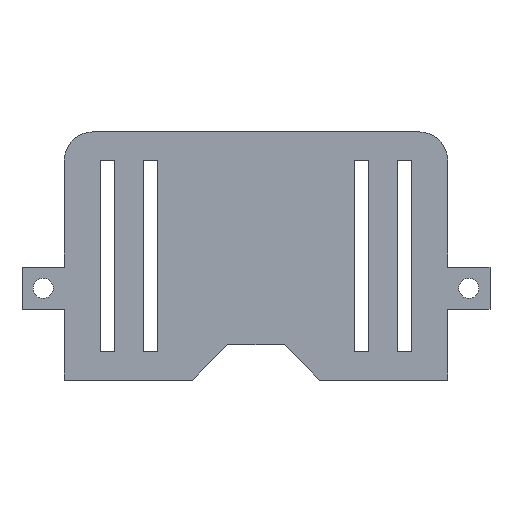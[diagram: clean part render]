
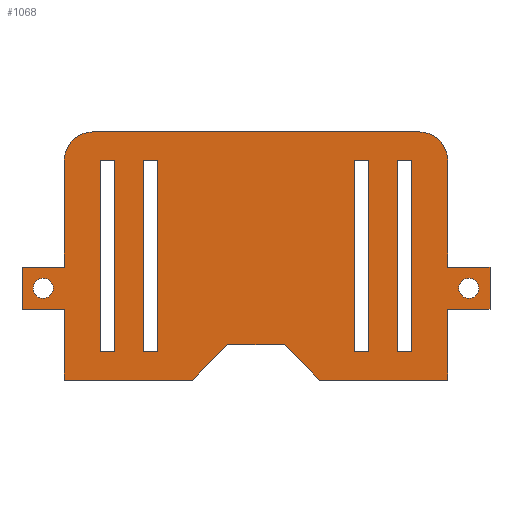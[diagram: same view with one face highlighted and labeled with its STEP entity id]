
A CAD part, front view. The second image highlights one B-rep face of the part: STEP entity #1068.
In plain terms, the highlighted planar face has unit normal (0, -1, 0).
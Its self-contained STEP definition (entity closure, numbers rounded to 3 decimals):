
#26=FACE_BOUND('',#200,.T.);
#27=FACE_BOUND('',#201,.T.);
#28=FACE_BOUND('',#202,.T.);
#29=FACE_BOUND('',#203,.T.);
#30=FACE_BOUND('',#204,.T.);
#31=FACE_BOUND('',#205,.T.);
#78=PLANE('',#1153);
#133=FACE_OUTER_BOUND('',#199,.T.);
#199=EDGE_LOOP('',(#970,#971,#972,#973,#974,#975,#976,#977,#978,#979,#980,
#981,#982,#983,#984,#985,#986,#987));
#200=EDGE_LOOP('',(#988,#989,#990,#991));
#201=EDGE_LOOP('',(#992,#993,#994,#995));
#202=EDGE_LOOP('',(#996,#997,#998,#999));
#203=EDGE_LOOP('',(#1000));
#204=EDGE_LOOP('',(#1001));
#205=EDGE_LOOP('',(#1002,#1003,#1004,#1005));
#234=LINE('',#1507,#362);
#238=LINE('',#1515,#366);
#241=LINE('',#1521,#369);
#244=LINE('',#1526,#372);
#248=LINE('',#1543,#376);
#252=LINE('',#1551,#380);
#255=LINE('',#1557,#383);
#258=LINE('',#1562,#386);
#260=LINE('',#1567,#388);
#264=LINE('',#1575,#392);
#267=LINE('',#1581,#395);
#270=LINE('',#1586,#398);
#272=LINE('',#1591,#400);
#276=LINE('',#1599,#404);
#279=LINE('',#1605,#407);
#282=LINE('',#1610,#410);
#284=LINE('',#1615,#412);
#288=LINE('',#1623,#416);
#291=LINE('',#1629,#419);
#294=LINE('',#1635,#422);
#297=LINE('',#1641,#425);
#300=LINE('',#1647,#428);
#303=LINE('',#1653,#431);
#306=LINE('',#1659,#434);
#310=LINE('',#1671,#438);
#314=LINE('',#1683,#442);
#317=LINE('',#1689,#445);
#320=LINE('',#1695,#448);
#323=LINE('',#1701,#451);
#326=LINE('',#1707,#454);
#329=LINE('',#1713,#457);
#332=LINE('',#1718,#460);
#362=VECTOR('',#1236,10.);
#366=VECTOR('',#1242,10.);
#369=VECTOR('',#1247,10.);
#372=VECTOR('',#1252,10.);
#376=VECTOR('',#1270,10.);
#380=VECTOR('',#1276,10.);
#383=VECTOR('',#1281,10.);
#386=VECTOR('',#1286,10.);
#388=VECTOR('',#1290,10.);
#392=VECTOR('',#1296,10.);
#395=VECTOR('',#1301,10.);
#398=VECTOR('',#1306,10.);
#400=VECTOR('',#1310,10.);
#404=VECTOR('',#1316,10.);
#407=VECTOR('',#1321,10.);
#410=VECTOR('',#1326,10.);
#412=VECTOR('',#1330,10.);
#416=VECTOR('',#1336,10.);
#419=VECTOR('',#1341,10.);
#422=VECTOR('',#1346,10.);
#425=VECTOR('',#1351,10.);
#428=VECTOR('',#1356,10.);
#431=VECTOR('',#1361,10.);
#434=VECTOR('',#1366,10.);
#438=VECTOR('',#1378,10.);
#442=VECTOR('',#1390,10.);
#445=VECTOR('',#1395,10.);
#448=VECTOR('',#1400,10.);
#451=VECTOR('',#1405,10.);
#454=VECTOR('',#1410,10.);
#457=VECTOR('',#1415,10.);
#460=VECTOR('',#1420,10.);
#471=CIRCLE('',#1114,1.425);
#473=CIRCLE('',#1117,1.425);
#474=CIRCLE('',#1139,4.);
#476=CIRCLE('',#1143,4.);
#502=VERTEX_POINT('',#1505);
#503=VERTEX_POINT('',#1506);
#506=VERTEX_POINT('',#1514);
#508=VERTEX_POINT('',#1520);
#511=VERTEX_POINT('',#1531);
#513=VERTEX_POINT('',#1537);
#514=VERTEX_POINT('',#1541);
#515=VERTEX_POINT('',#1542);
#518=VERTEX_POINT('',#1550);
#520=VERTEX_POINT('',#1556);
#522=VERTEX_POINT('',#1565);
#523=VERTEX_POINT('',#1566);
#526=VERTEX_POINT('',#1574);
#528=VERTEX_POINT('',#1580);
#530=VERTEX_POINT('',#1589);
#531=VERTEX_POINT('',#1590);
#534=VERTEX_POINT('',#1598);
#536=VERTEX_POINT('',#1604);
#538=VERTEX_POINT('',#1613);
#539=VERTEX_POINT('',#1614);
#542=VERTEX_POINT('',#1622);
#544=VERTEX_POINT('',#1628);
#546=VERTEX_POINT('',#1634);
#548=VERTEX_POINT('',#1640);
#550=VERTEX_POINT('',#1646);
#552=VERTEX_POINT('',#1652);
#554=VERTEX_POINT('',#1658);
#556=VERTEX_POINT('',#1664);
#558=VERTEX_POINT('',#1670);
#560=VERTEX_POINT('',#1676);
#562=VERTEX_POINT('',#1682);
#564=VERTEX_POINT('',#1688);
#566=VERTEX_POINT('',#1694);
#568=VERTEX_POINT('',#1700);
#570=VERTEX_POINT('',#1706);
#572=VERTEX_POINT('',#1712);
#610=EDGE_CURVE('',#502,#503,#234,.T.);
#614=EDGE_CURVE('',#506,#502,#238,.T.);
#617=EDGE_CURVE('',#508,#506,#241,.T.);
#620=EDGE_CURVE('',#503,#508,#244,.T.);
#624=EDGE_CURVE('',#511,#511,#471,.T.);
#627=EDGE_CURVE('',#513,#513,#473,.T.);
#628=EDGE_CURVE('',#514,#515,#248,.T.);
#632=EDGE_CURVE('',#518,#514,#252,.T.);
#635=EDGE_CURVE('',#520,#518,#255,.T.);
#638=EDGE_CURVE('',#515,#520,#258,.T.);
#640=EDGE_CURVE('',#522,#523,#260,.T.);
#644=EDGE_CURVE('',#526,#522,#264,.T.);
#647=EDGE_CURVE('',#528,#526,#267,.T.);
#650=EDGE_CURVE('',#523,#528,#270,.T.);
#652=EDGE_CURVE('',#530,#531,#272,.T.);
#656=EDGE_CURVE('',#534,#530,#276,.T.);
#659=EDGE_CURVE('',#536,#534,#279,.T.);
#662=EDGE_CURVE('',#531,#536,#282,.T.);
#664=EDGE_CURVE('',#538,#539,#284,.T.);
#668=EDGE_CURVE('',#539,#542,#288,.T.);
#671=EDGE_CURVE('',#542,#544,#291,.T.);
#674=EDGE_CURVE('',#544,#546,#294,.T.);
#677=EDGE_CURVE('',#546,#548,#297,.T.);
#680=EDGE_CURVE('',#548,#550,#300,.T.);
#683=EDGE_CURVE('',#550,#552,#303,.T.);
#686=EDGE_CURVE('',#552,#554,#306,.T.);
#689=EDGE_CURVE('',#556,#554,#474,.T.);
#692=EDGE_CURVE('',#558,#556,#310,.T.);
#695=EDGE_CURVE('',#560,#558,#476,.T.);
#698=EDGE_CURVE('',#562,#560,#314,.T.);
#701=EDGE_CURVE('',#564,#562,#317,.T.);
#704=EDGE_CURVE('',#566,#564,#320,.T.);
#707=EDGE_CURVE('',#568,#566,#323,.T.);
#710=EDGE_CURVE('',#568,#570,#326,.T.);
#713=EDGE_CURVE('',#570,#572,#329,.T.);
#716=EDGE_CURVE('',#538,#572,#332,.T.);
#970=ORIENTED_EDGE('',*,*,#716,.F.);
#971=ORIENTED_EDGE('',*,*,#664,.T.);
#972=ORIENTED_EDGE('',*,*,#668,.T.);
#973=ORIENTED_EDGE('',*,*,#671,.T.);
#974=ORIENTED_EDGE('',*,*,#674,.T.);
#975=ORIENTED_EDGE('',*,*,#677,.T.);
#976=ORIENTED_EDGE('',*,*,#680,.T.);
#977=ORIENTED_EDGE('',*,*,#683,.T.);
#978=ORIENTED_EDGE('',*,*,#686,.T.);
#979=ORIENTED_EDGE('',*,*,#689,.F.);
#980=ORIENTED_EDGE('',*,*,#692,.F.);
#981=ORIENTED_EDGE('',*,*,#695,.F.);
#982=ORIENTED_EDGE('',*,*,#698,.F.);
#983=ORIENTED_EDGE('',*,*,#701,.F.);
#984=ORIENTED_EDGE('',*,*,#704,.F.);
#985=ORIENTED_EDGE('',*,*,#707,.F.);
#986=ORIENTED_EDGE('',*,*,#710,.T.);
#987=ORIENTED_EDGE('',*,*,#713,.T.);
#988=ORIENTED_EDGE('',*,*,#662,.F.);
#989=ORIENTED_EDGE('',*,*,#652,.F.);
#990=ORIENTED_EDGE('',*,*,#656,.F.);
#991=ORIENTED_EDGE('',*,*,#659,.F.);
#992=ORIENTED_EDGE('',*,*,#650,.F.);
#993=ORIENTED_EDGE('',*,*,#640,.F.);
#994=ORIENTED_EDGE('',*,*,#644,.F.);
#995=ORIENTED_EDGE('',*,*,#647,.F.);
#996=ORIENTED_EDGE('',*,*,#638,.F.);
#997=ORIENTED_EDGE('',*,*,#628,.F.);
#998=ORIENTED_EDGE('',*,*,#632,.F.);
#999=ORIENTED_EDGE('',*,*,#635,.F.);
#1000=ORIENTED_EDGE('',*,*,#627,.F.);
#1001=ORIENTED_EDGE('',*,*,#624,.F.);
#1002=ORIENTED_EDGE('',*,*,#620,.F.);
#1003=ORIENTED_EDGE('',*,*,#610,.F.);
#1004=ORIENTED_EDGE('',*,*,#614,.F.);
#1005=ORIENTED_EDGE('',*,*,#617,.F.);
#1068=ADVANCED_FACE('',(#133,#26,#27,#28,#29,#30,#31),#78,.F.);
#1114=AXIS2_PLACEMENT_3D('',#1533,#1259,#1260);
#1117=AXIS2_PLACEMENT_3D('',#1539,#1266,#1267);
#1139=AXIS2_PLACEMENT_3D('',#1665,#1371,#1372);
#1143=AXIS2_PLACEMENT_3D('',#1677,#1383,#1384);
#1153=AXIS2_PLACEMENT_3D('',#1721,#1424,#1425);
#1236=DIRECTION('',(1.,0.,0.));
#1242=DIRECTION('',(0.,0.,-1.));
#1247=DIRECTION('',(-1.,0.,0.));
#1252=DIRECTION('',(0.,0.,1.));
#1259=DIRECTION('center_axis',(0.,-1.,0.));
#1260=DIRECTION('ref_axis',(1.,0.,0.));
#1266=DIRECTION('center_axis',(0.,-1.,0.));
#1267=DIRECTION('ref_axis',(1.,0.,0.));
#1270=DIRECTION('',(-1.,0.,0.));
#1276=DIRECTION('',(0.,0.,1.));
#1281=DIRECTION('',(1.,0.,0.));
#1286=DIRECTION('',(0.,0.,-1.));
#1290=DIRECTION('',(0.,0.,-1.));
#1296=DIRECTION('',(-1.,0.,0.));
#1301=DIRECTION('',(0.,0.,1.));
#1306=DIRECTION('',(1.,0.,0.));
#1310=DIRECTION('',(-1.,0.,0.));
#1316=DIRECTION('',(0.,0.,1.));
#1321=DIRECTION('',(1.,0.,0.));
#1326=DIRECTION('',(0.,0.,-1.));
#1330=DIRECTION('',(1.,0.,0.));
#1336=DIRECTION('',(0.707,0.,-0.707));
#1341=DIRECTION('',(1.,0.,0.));
#1346=DIRECTION('',(0.,0.,1.));
#1351=DIRECTION('',(1.,0.,0.));
#1356=DIRECTION('',(0.,0.,1.));
#1361=DIRECTION('',(-1.,0.,0.));
#1366=DIRECTION('',(0.,0.,1.));
#1371=DIRECTION('center_axis',(0.,1.,0.));
#1372=DIRECTION('ref_axis',(0.,0.,1.));
#1378=DIRECTION('',(1.,0.,0.));
#1383=DIRECTION('center_axis',(0.,1.,0.));
#1384=DIRECTION('ref_axis',(-1.,0.,0.));
#1390=DIRECTION('',(0.,0.,1.));
#1395=DIRECTION('',(1.,0.,0.));
#1400=DIRECTION('',(0.,0.,1.));
#1405=DIRECTION('',(-1.,0.,0.));
#1410=DIRECTION('',(0.,0.,-1.));
#1415=DIRECTION('',(1.,0.,0.));
#1420=DIRECTION('',(-0.707,0.,-0.707));
#1424=DIRECTION('center_axis',(0.,1.,0.));
#1425=DIRECTION('ref_axis',(1.,0.,0.));
#1505=CARTESIAN_POINT('',(-22.,0.,-18.575));
#1506=CARTESIAN_POINT('',(-20.,0.,-18.575));
#1507=CARTESIAN_POINT('',(-22.,0.,-18.575));
#1514=CARTESIAN_POINT('',(-22.,0.,8.575));
#1515=CARTESIAN_POINT('',(-22.,0.,8.575));
#1520=CARTESIAN_POINT('',(-20.,0.,8.575));
#1521=CARTESIAN_POINT('',(-20.,0.,8.575));
#1526=CARTESIAN_POINT('',(-20.,0.,-18.575));
#1531=CARTESIAN_POINT('',(28.725,0.,-9.575));
#1533=CARTESIAN_POINT('Origin',(30.15,0.,-9.575));
#1537=CARTESIAN_POINT('',(-31.575,0.,-9.575));
#1539=CARTESIAN_POINT('Origin',(-30.15,0.,-9.575));
#1541=CARTESIAN_POINT('',(22.,0.,8.575));
#1542=CARTESIAN_POINT('',(20.,0.,8.575));
#1543=CARTESIAN_POINT('',(20.,0.,8.575));
#1550=CARTESIAN_POINT('',(22.,0.,-18.575));
#1551=CARTESIAN_POINT('',(22.,0.,8.575));
#1556=CARTESIAN_POINT('',(20.,0.,-18.575));
#1557=CARTESIAN_POINT('',(22.,0.,-18.575));
#1562=CARTESIAN_POINT('',(20.,0.,-18.575));
#1565=CARTESIAN_POINT('',(14.,0.,8.575));
#1566=CARTESIAN_POINT('',(14.,0.,-18.575));
#1567=CARTESIAN_POINT('',(14.,0.,-18.575));
#1574=CARTESIAN_POINT('',(16.,0.,8.575));
#1575=CARTESIAN_POINT('',(14.,0.,8.575));
#1580=CARTESIAN_POINT('',(16.,0.,-18.575));
#1581=CARTESIAN_POINT('',(16.,0.,8.575));
#1586=CARTESIAN_POINT('',(16.,0.,-18.575));
#1589=CARTESIAN_POINT('',(-14.,0.,8.575));
#1590=CARTESIAN_POINT('',(-16.,0.,8.575));
#1591=CARTESIAN_POINT('',(-14.,0.,8.575));
#1598=CARTESIAN_POINT('',(-14.,0.,-18.575));
#1599=CARTESIAN_POINT('',(-14.,0.,-18.575));
#1604=CARTESIAN_POINT('',(-16.,0.,-18.575));
#1605=CARTESIAN_POINT('',(-16.,0.,-18.575));
#1610=CARTESIAN_POINT('',(-16.,0.,8.575));
#1613=CARTESIAN_POINT('',(-4.,0.,-17.575));
#1614=CARTESIAN_POINT('',(4.,0.,-17.575));
#1615=CARTESIAN_POINT('',(-4.,0.,-17.575));
#1622=CARTESIAN_POINT('',(9.,0.,-22.575));
#1623=CARTESIAN_POINT('',(4.,0.,-17.575));
#1628=CARTESIAN_POINT('',(27.15,0.,-22.575));
#1629=CARTESIAN_POINT('',(-27.15,0.,-22.575));
#1634=CARTESIAN_POINT('',(27.15,0.,-12.575));
#1635=CARTESIAN_POINT('',(27.15,0.,-22.575));
#1640=CARTESIAN_POINT('',(33.15,0.,-12.575));
#1641=CARTESIAN_POINT('',(27.15,0.,-12.575));
#1646=CARTESIAN_POINT('',(33.15,0.,-6.575));
#1647=CARTESIAN_POINT('',(33.15,0.,-12.575));
#1652=CARTESIAN_POINT('',(27.15,0.,-6.575));
#1653=CARTESIAN_POINT('',(33.15,0.,-6.575));
#1658=CARTESIAN_POINT('',(27.15,0.,8.575));
#1659=CARTESIAN_POINT('',(27.15,0.,-12.575));
#1664=CARTESIAN_POINT('',(23.15,0.,12.575));
#1665=CARTESIAN_POINT('Origin',(23.15,0.,8.575));
#1670=CARTESIAN_POINT('',(-23.15,0.,12.575));
#1671=CARTESIAN_POINT('',(-23.15,0.,12.575));
#1676=CARTESIAN_POINT('',(-27.15,0.,8.575));
#1677=CARTESIAN_POINT('Origin',(-23.15,0.,8.575));
#1682=CARTESIAN_POINT('',(-27.15,0.,-6.575));
#1683=CARTESIAN_POINT('',(-27.15,0.,-12.575));
#1688=CARTESIAN_POINT('',(-33.15,0.,-6.575));
#1689=CARTESIAN_POINT('',(-33.15,0.,-6.575));
#1694=CARTESIAN_POINT('',(-33.15,0.,-12.575));
#1695=CARTESIAN_POINT('',(-33.15,0.,-12.575));
#1700=CARTESIAN_POINT('',(-27.15,0.,-12.575));
#1701=CARTESIAN_POINT('',(-27.15,0.,-12.575));
#1706=CARTESIAN_POINT('',(-27.15,0.,-22.575));
#1707=CARTESIAN_POINT('',(-27.15,0.,-12.575));
#1712=CARTESIAN_POINT('',(-9.,0.,-22.575));
#1713=CARTESIAN_POINT('',(-27.15,0.,-22.575));
#1718=CARTESIAN_POINT('',(-4.,0.,-17.575));
#1721=CARTESIAN_POINT('Origin',(0.,0.,-5.));
